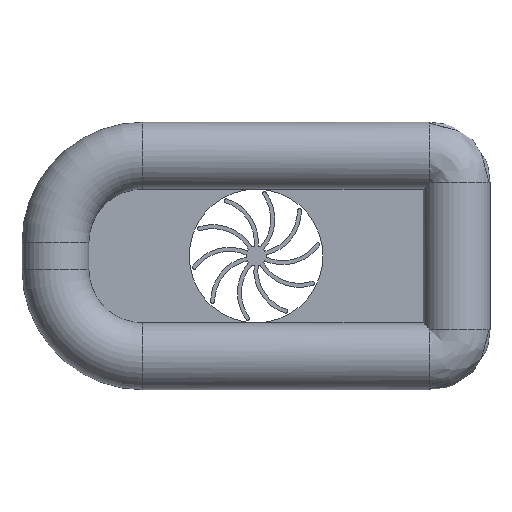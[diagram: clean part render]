
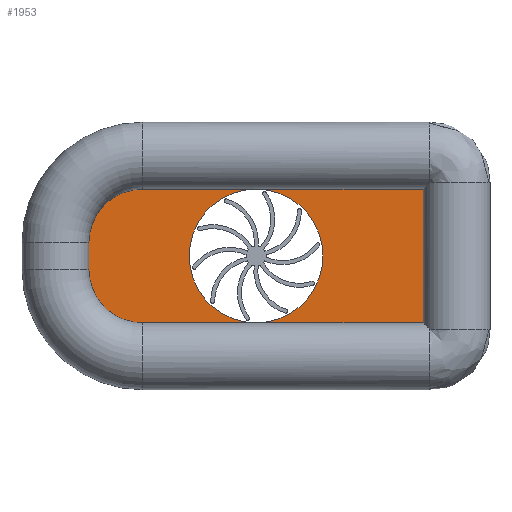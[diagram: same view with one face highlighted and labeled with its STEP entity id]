
A CAD part, front view. The second image highlights one B-rep face of the part: STEP entity #1953.
In plain terms, the highlighted planar face has unit normal (0, -1, 0).
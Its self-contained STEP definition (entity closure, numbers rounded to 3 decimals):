
#167=FACE_BOUND('',#328,.T.);
#175=PLANE('',#2100);
#204=FACE_OUTER_BOUND('',#327,.T.);
#327=EDGE_LOOP('',(#1275,#1276,#1277,#1278,#1279,#1280,#1281,#1282));
#328=EDGE_LOOP('',(#1283));
#459=LINE('',#2860,#542);
#460=LINE('',#2864,#543);
#461=LINE('',#2868,#544);
#462=LINE('',#2871,#545);
#542=VECTOR('',#2331,10.);
#543=VECTOR('',#2334,10.);
#544=VECTOR('',#2337,10.);
#545=VECTOR('',#2340,10.);
#624=CIRCLE('',#2099,20.);
#625=CIRCLE('',#2101,20.);
#626=CIRCLE('',#2102,65.);
#627=CIRCLE('',#2103,65.);
#628=CIRCLE('',#2104,50.);
#756=VERTEX_POINT('',#2853);
#757=VERTEX_POINT('',#2855);
#758=VERTEX_POINT('',#2859);
#759=VERTEX_POINT('',#2861);
#760=VERTEX_POINT('',#2863);
#761=VERTEX_POINT('',#2865);
#762=VERTEX_POINT('',#2867);
#763=VERTEX_POINT('',#2869);
#764=VERTEX_POINT('',#2872);
#961=EDGE_CURVE('',#756,#757,#624,.T.);
#963=EDGE_CURVE('',#758,#756,#459,.T.);
#964=EDGE_CURVE('',#759,#758,#625,.T.);
#965=EDGE_CURVE('',#760,#759,#460,.T.);
#966=EDGE_CURVE('',#761,#760,#626,.T.);
#967=EDGE_CURVE('',#762,#761,#461,.T.);
#968=EDGE_CURVE('',#763,#762,#627,.T.);
#969=EDGE_CURVE('',#757,#763,#462,.T.);
#970=EDGE_CURVE('',#764,#764,#628,.T.);
#1275=ORIENTED_EDGE('',*,*,#961,.F.);
#1276=ORIENTED_EDGE('',*,*,#963,.F.);
#1277=ORIENTED_EDGE('',*,*,#964,.F.);
#1278=ORIENTED_EDGE('',*,*,#965,.F.);
#1279=ORIENTED_EDGE('',*,*,#966,.F.);
#1280=ORIENTED_EDGE('',*,*,#967,.F.);
#1281=ORIENTED_EDGE('',*,*,#968,.F.);
#1282=ORIENTED_EDGE('',*,*,#969,.F.);
#1283=ORIENTED_EDGE('',*,*,#970,.F.);
#1953=ADVANCED_FACE('',(#204,#167),#175,.F.);
#2099=AXIS2_PLACEMENT_3D('',#2856,#2326,#2327);
#2100=AXIS2_PLACEMENT_3D('',#2858,#2329,#2330);
#2101=AXIS2_PLACEMENT_3D('',#2862,#2332,#2333);
#2102=AXIS2_PLACEMENT_3D('',#2866,#2335,#2336);
#2103=AXIS2_PLACEMENT_3D('',#2870,#2338,#2339);
#2104=AXIS2_PLACEMENT_3D('',#2873,#2341,#2342);
#2326=DIRECTION('center_axis',(0.,1.,0.));
#2327=DIRECTION('ref_axis',(0.707,0.,-0.707));
#2329=DIRECTION('center_axis',(0.,1.,0.));
#2330=DIRECTION('ref_axis',(1.,0.,0.));
#2331=DIRECTION('',(0.,0.,-1.));
#2332=DIRECTION('center_axis',(0.,1.,0.));
#2333=DIRECTION('ref_axis',(0.707,0.,0.707));
#2334=DIRECTION('',(1.,0.,0.));
#2335=DIRECTION('center_axis',(0.,1.,0.));
#2336=DIRECTION('ref_axis',(-0.707,0.,0.707));
#2337=DIRECTION('',(0.,0.,1.));
#2338=DIRECTION('center_axis',(0.,1.,0.));
#2339=DIRECTION('ref_axis',(-0.707,0.,-0.707));
#2340=DIRECTION('',(-1.,0.,0.));
#2341=DIRECTION('center_axis',(0.,-1.,0.));
#2342=DIRECTION('ref_axis',(1.,0.,0.));
#2853=CARTESIAN_POINT('',(300.,0.,-130.));
#2855=CARTESIAN_POINT('',(280.,0.,-150.));
#2856=CARTESIAN_POINT('Origin',(280.,0.,-130.));
#2858=CARTESIAN_POINT('Origin',(150.,0.,-75.));
#2859=CARTESIAN_POINT('',(300.,0.,-20.));
#2860=CARTESIAN_POINT('',(300.,0.,0.));
#2861=CARTESIAN_POINT('',(280.,0.,0.));
#2862=CARTESIAN_POINT('Origin',(280.,0.,-20.));
#2863=CARTESIAN_POINT('',(65.,0.,0.));
#2864=CARTESIAN_POINT('',(0.,0.,0.));
#2865=CARTESIAN_POINT('',(0.,0.,-65.));
#2866=CARTESIAN_POINT('Origin',(65.,0.,-65.));
#2867=CARTESIAN_POINT('',(0.,0.,-85.));
#2868=CARTESIAN_POINT('',(0.,0.,-150.));
#2869=CARTESIAN_POINT('',(65.,0.,-150.));
#2870=CARTESIAN_POINT('Origin',(65.,0.,-85.));
#2871=CARTESIAN_POINT('',(300.,0.,-150.));
#2872=CARTESIAN_POINT('',(100.,0.,-75.));
#2873=CARTESIAN_POINT('Origin',(150.,0.,-75.));
